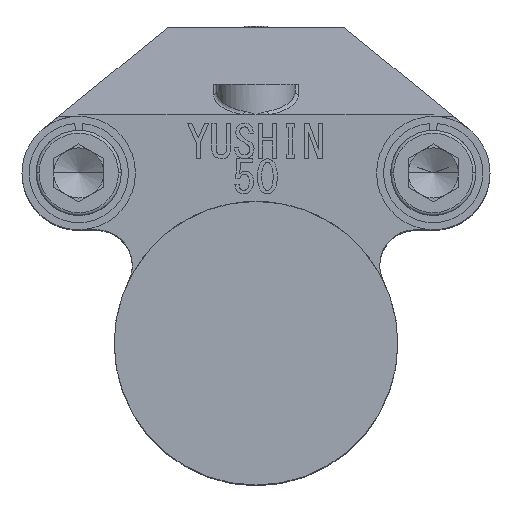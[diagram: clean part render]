
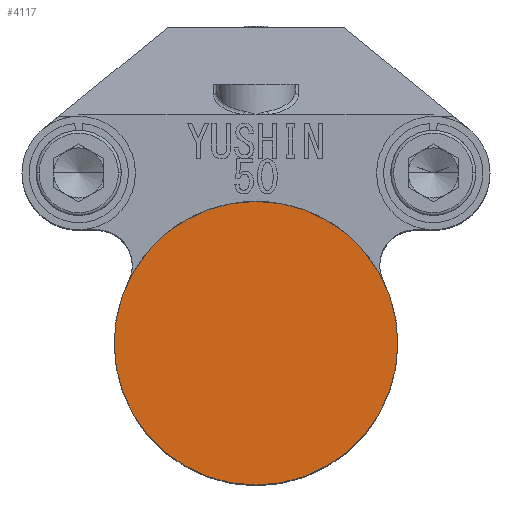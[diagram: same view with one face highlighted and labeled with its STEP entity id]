
A CAD part, top view. The second image highlights one B-rep face of the part: STEP entity #4117.
In plain terms, the highlighted planar face has unit normal (0, 0, 1).
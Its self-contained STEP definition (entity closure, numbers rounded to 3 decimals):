
#56 = DIRECTION ( 'NONE',  ( 0., 0., -1. ) ) ;
#61 = AXIS2_PLACEMENT_3D ( 'NONE', #13028, #19496, #14325 ) ;
#4117 = ADVANCED_FACE ( 'NONE', ( #18999 ), #15555, .F. ) ;
#5982 = EDGE_CURVE ( 'NONE', #12482, #9350, #22437, .T. ) ;
#6591 = CARTESIAN_POINT ( 'NONE',  ( 0., 0., 74. ) ) ;
#6791 = CARTESIAN_POINT ( 'NONE',  ( -40., 0., 74. ) ) ;
#9350 = VERTEX_POINT ( 'NONE', #6791 ) ;
#10578 = EDGE_LOOP ( 'NONE', ( #18629, #18141 ) ) ;
#11981 = DIRECTION ( 'NONE',  ( -1., 0., 0. ) ) ;
#12482 = VERTEX_POINT ( 'NONE', #14370 ) ;
#13028 = CARTESIAN_POINT ( 'NONE',  ( 0., 0., 74. ) ) ;
#13243 = CARTESIAN_POINT ( 'NONE',  ( 0., 0., 74. ) ) ;
#13718 = DIRECTION ( 'NONE',  ( -1., 0., 0. ) ) ;
#14325 = DIRECTION ( 'NONE',  ( -1., 0., 0. ) ) ;
#14370 = CARTESIAN_POINT ( 'NONE',  ( 40., 0., 74. ) ) ;
#15099 = AXIS2_PLACEMENT_3D ( 'NONE', #13243, #17039, #11981 ) ;
#15555 = PLANE ( 'NONE',  #19450 ) ;
#16590 = EDGE_CURVE ( 'NONE', #9350, #12482, #21339, .T. ) ;
#17039 = DIRECTION ( 'NONE',  ( 0., 0., -1. ) ) ;
#18141 = ORIENTED_EDGE ( 'NONE', *, *, #5982, .F. ) ;
#18629 = ORIENTED_EDGE ( 'NONE', *, *, #16590, .F. ) ;
#18999 = FACE_OUTER_BOUND ( 'NONE', #10578, .T. ) ;
#19450 = AXIS2_PLACEMENT_3D ( 'NONE', #6591, #56, #13718 ) ;
#19496 = DIRECTION ( 'NONE',  ( 0., 0., -1. ) ) ;
#21339 = CIRCLE ( 'NONE', #15099, 40. ) ;
#22437 = CIRCLE ( 'NONE', #61, 40. ) ;
